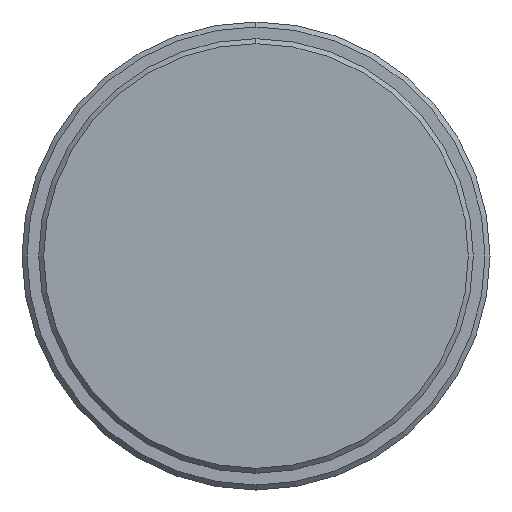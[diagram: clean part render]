
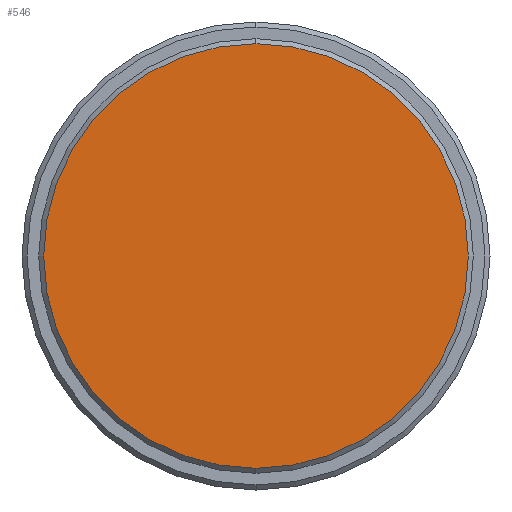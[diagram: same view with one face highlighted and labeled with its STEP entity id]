
A CAD part, left-side view. The second image highlights one B-rep face of the part: STEP entity #546.
In plain terms, the highlighted planar face has unit normal (-1, 0, 0).
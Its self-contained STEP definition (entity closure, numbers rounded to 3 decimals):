
#22 = CIRCLE ( 'NONE', #620, 12.7 ) ;
#26 = CARTESIAN_POINT ( 'NONE',  ( 0., 0., 0. ) ) ;
#62 = ORIENTED_EDGE ( 'NONE', *, *, #628, .T. ) ;
#85 = DIRECTION ( 'NONE',  ( 0., 0., 1. ) ) ;
#122 = VERTEX_POINT ( 'NONE', #439 ) ;
#206 = DIRECTION ( 'NONE',  ( -1., 0., 0. ) ) ;
#207 = FACE_OUTER_BOUND ( 'NONE', #302, .T. ) ;
#215 = ORIENTED_EDGE ( 'NONE', *, *, #652, .T. ) ;
#233 = AXIS2_PLACEMENT_3D ( 'NONE', #26, #206, #606 ) ;
#282 = CARTESIAN_POINT ( 'NONE',  ( 0., 0., 0. ) ) ;
#302 = EDGE_LOOP ( 'NONE', ( #62, #215 ) ) ;
#341 = PLANE ( 'NONE',  #426 ) ;
#405 = DIRECTION ( 'NONE',  ( -1., 0., 0. ) ) ;
#426 = AXIS2_PLACEMENT_3D ( 'NONE', #282, #740, #470 ) ;
#439 = CARTESIAN_POINT ( 'NONE',  ( 0., 0., 12.7 ) ) ;
#470 = DIRECTION ( 'NONE',  ( 0., 0., -1. ) ) ;
#536 = CARTESIAN_POINT ( 'NONE',  ( 0., 0., 0. ) ) ;
#546 = ADVANCED_FACE ( 'NONE', ( #207 ), #341, .F. ) ;
#606 = DIRECTION ( 'NONE',  ( 0., 0., 1. ) ) ;
#620 = AXIS2_PLACEMENT_3D ( 'NONE', #536, #405, #85 ) ;
#628 = EDGE_CURVE ( 'NONE', #648, #122, #22, .T. ) ;
#648 = VERTEX_POINT ( 'NONE', #741 ) ;
#652 = EDGE_CURVE ( 'NONE', #122, #648, #826, .T. ) ;
#740 = DIRECTION ( 'NONE',  ( 1., 0., 0. ) ) ;
#741 = CARTESIAN_POINT ( 'NONE',  ( 0., 0., -12.7 ) ) ;
#826 = CIRCLE ( 'NONE', #233, 12.7 ) ;
